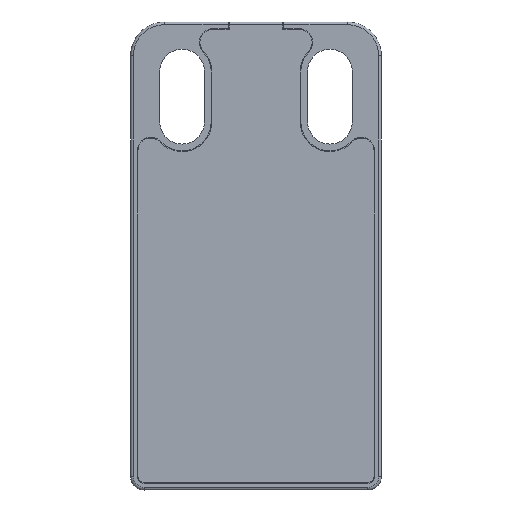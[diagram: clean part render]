
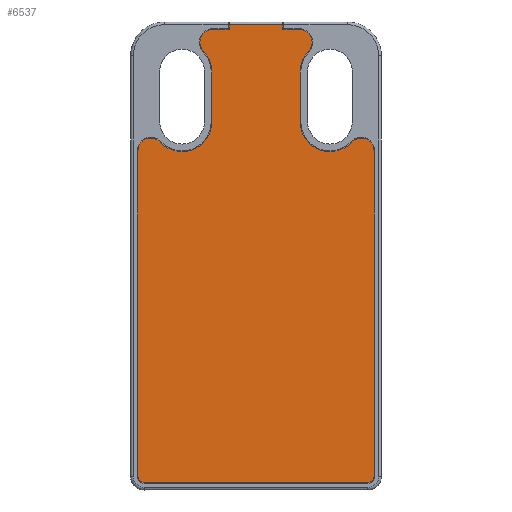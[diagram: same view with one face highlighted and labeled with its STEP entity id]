
A CAD part, front view. The second image highlights one B-rep face of the part: STEP entity #6537.
In plain terms, the highlighted planar face has unit normal (0, -1, 0).
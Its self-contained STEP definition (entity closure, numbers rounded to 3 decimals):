
#5437=DIRECTION('',(0.,0.,-1.));
#5438=VECTOR('',#5437,0.348);
#5439=CARTESIAN_POINT('',(1.985,0.,17.048));
#5440=LINE('',#5439,#5438);
#5441=CARTESIAN_POINT('',(3.187,0.,15.75));
#5442=DIRECTION('',(0.,1.,0.));
#5443=DIRECTION('',(0.,0.,1.));
#5444=AXIS2_PLACEMENT_3D('',#5441,#5442,#5443);
#5446=DIRECTION('',(-0.643,0.,-0.766));
#5447=VECTOR('',#5446,0.07);
#5448=CARTESIAN_POINT('',(3.915,0.,15.139));
#5449=LINE('',#5448,#5447);
#5450=CARTESIAN_POINT('',(5.45,0.,13.555));
#5451=DIRECTION('',(0.,-1.,0.));
#5452=DIRECTION('',(-0.718,0.,0.696));
#5453=AXIS2_PLACEMENT_3D('',#5450,#5451,#5452);
#5455=CARTESIAN_POINT('',(5.45,0.,9.9));
#5456=DIRECTION('',(0.,-1.,0.));
#5457=DIRECTION('',(-1.,0.,0.));
#5458=AXIS2_PLACEMENT_3D('',#5455,#5456,#5457);
#5460=CARTESIAN_POINT('',(5.45,0.,9.9));
#5461=DIRECTION('',(0.,-1.,0.));
#5462=DIRECTION('',(0.,0.,-1.));
#5463=AXIS2_PLACEMENT_3D('',#5460,#5461,#5462);
#5465=CARTESIAN_POINT('',(7.75,0.,7.748));
#5466=DIRECTION('',(0.,1.,0.));
#5467=DIRECTION('',(-0.73,0.,0.683));
#5468=AXIS2_PLACEMENT_3D('',#5465,#5466,#5467);
#5470=CARTESIAN_POINT('',(8.25,0.,-16.25));
#5471=DIRECTION('',(0.,1.,0.));
#5472=DIRECTION('',(1.,0.,0.));
#5473=AXIS2_PLACEMENT_3D('',#5470,#5471,#5472);
#5475=DIRECTION('',(-1.,0.,0.));
#5476=VECTOR('',#5475,16.5);
#5477=CARTESIAN_POINT('',(8.25,0.,-16.7));
#5478=LINE('',#5477,#5476);
#5479=CARTESIAN_POINT('',(-8.25,0.,-16.25));
#5480=DIRECTION('',(0.,1.,0.));
#5481=DIRECTION('',(0.,0.,-1.));
#5482=AXIS2_PLACEMENT_3D('',#5479,#5480,#5481);
#5484=DIRECTION('',(0.,0.,1.));
#5485=VECTOR('',#5484,23.998);
#5486=CARTESIAN_POINT('',(-8.7,0.,-16.25));
#5487=LINE('',#5486,#5485);
#5488=CARTESIAN_POINT('',(-7.75,0.,7.748));
#5489=DIRECTION('',(0.,1.,0.));
#5490=DIRECTION('',(-1.,0.,0.));
#5491=AXIS2_PLACEMENT_3D('',#5488,#5489,#5490);
#5493=CARTESIAN_POINT('',(-5.45,0.,9.9));
#5494=DIRECTION('',(0.,-1.,0.));
#5495=DIRECTION('',(-0.73,0.,-0.683));
#5496=AXIS2_PLACEMENT_3D('',#5493,#5494,#5495);
#5498=CARTESIAN_POINT('',(-5.45,0.,9.9));
#5499=DIRECTION('',(0.,-1.,0.));
#5500=DIRECTION('',(0.,0.,-1.));
#5501=AXIS2_PLACEMENT_3D('',#5498,#5499,#5500);
#5503=DIRECTION('',(0.,0.,1.));
#5504=VECTOR('',#5503,3.655);
#5505=CARTESIAN_POINT('',(-3.25,0.,9.9));
#5506=LINE('',#5505,#5504);
#5507=CARTESIAN_POINT('',(-5.45,0.,13.555));
#5508=DIRECTION('',(0.,-1.,0.));
#5509=DIRECTION('',(1.,0.,0.));
#5510=AXIS2_PLACEMENT_3D('',#5507,#5508,#5509);
#5512=DIRECTION('',(-0.643,0.,0.766));
#5513=VECTOR('',#5512,0.07);
#5514=CARTESIAN_POINT('',(-3.87,0.,15.086));
#5515=LINE('',#5514,#5513);
#5516=CARTESIAN_POINT('',(-3.187,0.,15.75));
#5517=DIRECTION('',(0.,1.,0.));
#5518=DIRECTION('',(-0.766,0.,-0.643));
#5519=AXIS2_PLACEMENT_3D('',#5516,#5517,#5518);
#5521=DIRECTION('',(1.,0.,0.));
#5522=VECTOR('',#5521,1.202);
#5523=CARTESIAN_POINT('',(-3.187,0.,16.7));
#5524=LINE('',#5523,#5522);
#5525=DIRECTION('',(-1.,0.,0.));
#5526=VECTOR('',#5525,3.97);
#5527=CARTESIAN_POINT('',(1.985,0.,17.048));
#5528=LINE('',#5527,#5526);
#5561=DIRECTION('',(0.,0.,-1.));
#5562=VECTOR('',#5561,0.348);
#5563=CARTESIAN_POINT('',(-1.985,0.,17.048));
#5564=LINE('',#5563,#5562);
#5755=DIRECTION('',(0.,0.,1.));
#5756=VECTOR('',#5755,23.998);
#5757=CARTESIAN_POINT('',(8.7,0.,-16.25));
#5758=LINE('',#5757,#5756);
#5833=DIRECTION('',(0.,0.,1.));
#5834=VECTOR('',#5833,3.655);
#5835=CARTESIAN_POINT('',(3.25,0.,9.9));
#5836=LINE('',#5835,#5834);
#5920=DIRECTION('',(-1.,0.,0.));
#5921=VECTOR('',#5920,1.202);
#5922=CARTESIAN_POINT('',(3.187,0.,16.7));
#5923=LINE('',#5922,#5921);
#6288=CARTESIAN_POINT('',(1.985,0.,17.048));
#6289=CARTESIAN_POINT('',(-1.985,0.,17.048));
#6290=VERTEX_POINT('',#6288);
#6291=VERTEX_POINT('',#6289);
#6292=CARTESIAN_POINT('',(1.985,0.,16.7));
#6293=VERTEX_POINT('',#6292);
#6294=CARTESIAN_POINT('',(3.187,0.,16.7));
#6295=VERTEX_POINT('',#6294);
#6296=CARTESIAN_POINT('',(3.915,0.,15.139));
#6297=VERTEX_POINT('',#6296);
#6298=CARTESIAN_POINT('',(3.87,0.,15.086));
#6299=VERTEX_POINT('',#6298);
#6300=CARTESIAN_POINT('',(3.25,0.,13.555));
#6301=VERTEX_POINT('',#6300);
#6302=CARTESIAN_POINT('',(3.25,0.,9.9));
#6303=VERTEX_POINT('',#6302);
#6304=CARTESIAN_POINT('',(5.45,0.,7.7));
#6305=VERTEX_POINT('',#6304);
#6306=CARTESIAN_POINT('',(7.056,0.,8.397));
#6307=VERTEX_POINT('',#6306);
#6308=CARTESIAN_POINT('',(8.7,0.,7.748));
#6309=VERTEX_POINT('',#6308);
#6310=CARTESIAN_POINT('',(8.7,0.,-16.25));
#6311=VERTEX_POINT('',#6310);
#6312=CARTESIAN_POINT('',(8.25,0.,-16.7));
#6313=VERTEX_POINT('',#6312);
#6314=CARTESIAN_POINT('',(-8.25,0.,-16.7));
#6315=VERTEX_POINT('',#6314);
#6316=CARTESIAN_POINT('',(-8.7,0.,-16.25));
#6317=VERTEX_POINT('',#6316);
#6318=CARTESIAN_POINT('',(-8.7,0.,7.748));
#6319=VERTEX_POINT('',#6318);
#6320=CARTESIAN_POINT('',(-7.056,0.,8.397));
#6321=VERTEX_POINT('',#6320);
#6322=CARTESIAN_POINT('',(-5.45,0.,7.7));
#6323=CARTESIAN_POINT('',(-3.25,0.,9.9));
#6324=VERTEX_POINT('',#6322);
#6325=VERTEX_POINT('',#6323);
#6326=CARTESIAN_POINT('',(-3.25,0.,13.555));
#6327=VERTEX_POINT('',#6326);
#6328=CARTESIAN_POINT('',(-3.87,0.,15.086));
#6329=VERTEX_POINT('',#6328);
#6330=CARTESIAN_POINT('',(-3.915,0.,15.139));
#6331=VERTEX_POINT('',#6330);
#6332=CARTESIAN_POINT('',(-3.187,0.,16.7));
#6333=VERTEX_POINT('',#6332);
#6334=CARTESIAN_POINT('',(-1.985,0.,16.7));
#6335=VERTEX_POINT('',#6334);
#6482=CARTESIAN_POINT('',(0.,0.,0.));
#6483=DIRECTION('',(0.,-1.,0.));
#6484=DIRECTION('',(0.,0.,-1.));
#6485=AXIS2_PLACEMENT_3D('',#6482,#6483,#6484);
#6486=PLANE('',#6485);
#6488=ORIENTED_EDGE('',*,*,#6487,.F.);
#6490=ORIENTED_EDGE('',*,*,#6489,.T.);
#6492=ORIENTED_EDGE('',*,*,#6491,.F.);
#6494=ORIENTED_EDGE('',*,*,#6493,.T.);
#6496=ORIENTED_EDGE('',*,*,#6495,.T.);
#6498=ORIENTED_EDGE('',*,*,#6497,.T.);
#6500=ORIENTED_EDGE('',*,*,#6499,.F.);
#6502=ORIENTED_EDGE('',*,*,#6501,.T.);
#6504=ORIENTED_EDGE('',*,*,#6503,.T.);
#6506=ORIENTED_EDGE('',*,*,#6505,.T.);
#6508=ORIENTED_EDGE('',*,*,#6507,.F.);
#6510=ORIENTED_EDGE('',*,*,#6509,.T.);
#6512=ORIENTED_EDGE('',*,*,#6511,.T.);
#6514=ORIENTED_EDGE('',*,*,#6513,.T.);
#6516=ORIENTED_EDGE('',*,*,#6515,.T.);
#6518=ORIENTED_EDGE('',*,*,#6517,.T.);
#6520=ORIENTED_EDGE('',*,*,#6519,.T.);
#6522=ORIENTED_EDGE('',*,*,#6521,.T.);
#6524=ORIENTED_EDGE('',*,*,#6523,.T.);
#6526=ORIENTED_EDGE('',*,*,#6525,.T.);
#6528=ORIENTED_EDGE('',*,*,#6527,.T.);
#6530=ORIENTED_EDGE('',*,*,#6529,.T.);
#6532=ORIENTED_EDGE('',*,*,#6531,.T.);
#6534=ORIENTED_EDGE('',*,*,#6533,.F.);
#6535=EDGE_LOOP('',(#6488,#6490,#6492,#6494,#6496,#6498,#6500,#6502,#6504,#6506,
#6508,#6510,#6512,#6514,#6516,#6518,#6520,#6522,#6524,#6526,#6528,#6530,#6532,
#6534));
#6536=FACE_OUTER_BOUND('',#6535,.F.);
#5445=CIRCLE('',#5444,0.95);
#5454=CIRCLE('',#5453,2.2);
#5459=CIRCLE('',#5458,2.2);
#5464=CIRCLE('',#5463,2.2);
#5469=CIRCLE('',#5468,0.95);
#5474=CIRCLE('',#5473,0.45);
#5483=CIRCLE('',#5482,0.45);
#5492=CIRCLE('',#5491,0.95);
#5497=CIRCLE('',#5496,2.2);
#5502=CIRCLE('',#5501,2.2);
#5511=CIRCLE('',#5510,2.2);
#5520=CIRCLE('',#5519,0.95);
#6487=EDGE_CURVE('',#6290,#6291,#5528,.T.);
#6489=EDGE_CURVE('',#6290,#6293,#5440,.T.);
#6491=EDGE_CURVE('',#6295,#6293,#5923,.T.);
#6493=EDGE_CURVE('',#6295,#6297,#5445,.T.);
#6495=EDGE_CURVE('',#6297,#6299,#5449,.T.);
#6497=EDGE_CURVE('',#6299,#6301,#5454,.T.);
#6499=EDGE_CURVE('',#6303,#6301,#5836,.T.);
#6501=EDGE_CURVE('',#6303,#6305,#5459,.T.);
#6503=EDGE_CURVE('',#6305,#6307,#5464,.T.);
#6505=EDGE_CURVE('',#6307,#6309,#5469,.T.);
#6507=EDGE_CURVE('',#6311,#6309,#5758,.T.);
#6509=EDGE_CURVE('',#6311,#6313,#5474,.T.);
#6511=EDGE_CURVE('',#6313,#6315,#5478,.T.);
#6513=EDGE_CURVE('',#6315,#6317,#5483,.T.);
#6515=EDGE_CURVE('',#6317,#6319,#5487,.T.);
#6517=EDGE_CURVE('',#6319,#6321,#5492,.T.);
#6519=EDGE_CURVE('',#6321,#6324,#5497,.T.);
#6521=EDGE_CURVE('',#6324,#6325,#5502,.T.);
#6523=EDGE_CURVE('',#6325,#6327,#5506,.T.);
#6525=EDGE_CURVE('',#6327,#6329,#5511,.T.);
#6527=EDGE_CURVE('',#6329,#6331,#5515,.T.);
#6529=EDGE_CURVE('',#6331,#6333,#5520,.T.);
#6531=EDGE_CURVE('',#6333,#6335,#5524,.T.);
#6533=EDGE_CURVE('',#6291,#6335,#5564,.T.);
#6537=ADVANCED_FACE('',(#6536),#6486,.T.);
